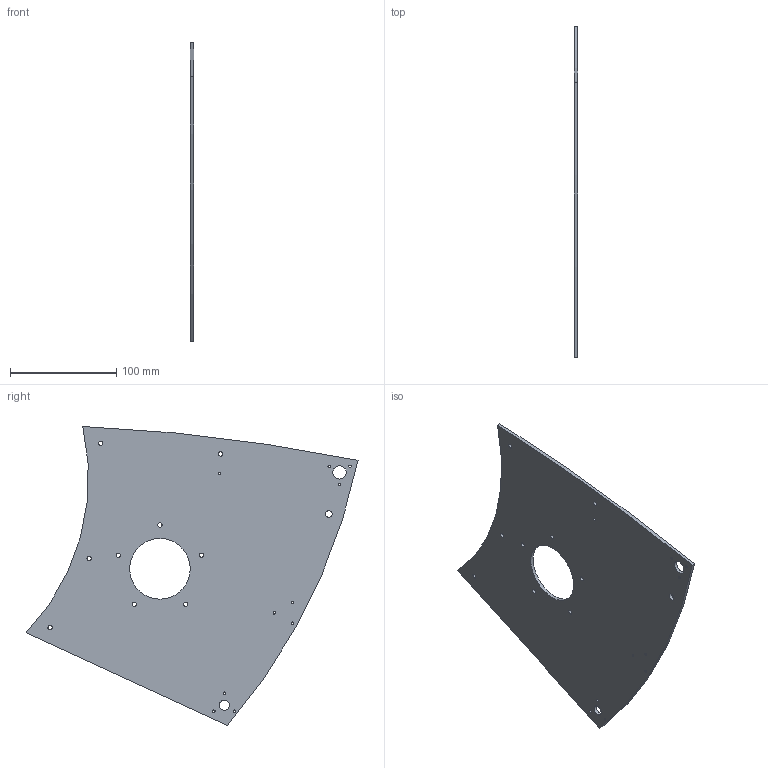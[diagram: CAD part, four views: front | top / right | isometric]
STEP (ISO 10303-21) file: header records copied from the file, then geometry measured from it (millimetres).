
FILE_DESCRIPTION(/* description */ ('STEP AP214'),/* implementation_level */ '2;1');
FILE_NAME(/* name */ '62524f82ecdeb77adb8b996b',/* time_stamp */ '2022-04-10T03:31:14+00:00',/* author */ (''),/* organization */ (''),/* preprocessor_version */ 'ST-DEVELOPER v18.101',/* originating_system */ ' ',/* authorisation */ ' ');
FILE_SCHEMA (('AUTOMOTIVE_DESIGN {1 0 10303 214 3 1 1}'));
Length unit declared in the file: metre
Products named in the file (1): forward_torso_l
Bounding box: 3.17 x 312.98 x 281.98 mm (x, y, z)
Volume: 168154.2 mm3; surface area: 110435.9 mm2
Topology: 1 solids, 1 shells, 29 faces, 89 edges, 62 vertices
Faces by surface type: cylinder 26, plane 3
Full cylindrical faces by diameter (mm): 2.381 x10, 4.039 x9, 6.35 x1, 9.525 x1, 12.7 x1, 57.15 x1
Entity records: 974 total; most frequent: DIRECTION 170, CARTESIAN_POINT 142, ORIENTED_EDGE 116, EDGE_LOOP 98, FACE_BOUND 98, AXIS2_PLACEMENT_3D 82, EDGE_CURVE 58, VERTEX_POINT 54
